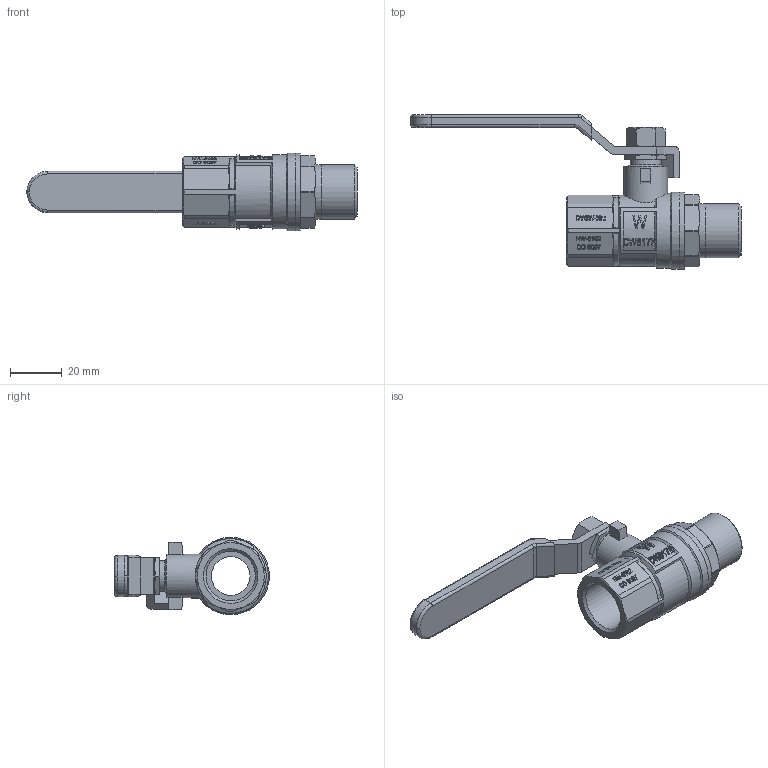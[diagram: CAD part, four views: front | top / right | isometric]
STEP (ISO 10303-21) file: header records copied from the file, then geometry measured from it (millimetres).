
FILE_DESCRIPTION(/* description */ ('Unknown'),/* implementation_level */ '2;1');
FILE_NAME(/* name */ '7501-04',/* time_stamp */ '2023-06-12T13:30:14+02:00',/* author */ ('Unknown'),/* organization */ ('Unknown'),/* preprocessor_version */ 'ST-DEVELOPER v18.102',/* originating_system */ 'Solid Edge',/* authorisation */ 'Unknown');
FILE_SCHEMA (('AUTOMOTIVE_DESIGN {1 0 10303 214 3 1 1}'));
Products named in the file (14): 7501-04-NEU; Stahlgriff; Stahlgriff-n_0; Stahlgriff-u_0; 600-1_2-Mutter.2_0; Kvrper_0; Kugel; Kugeldichtung; 757-1_2-Einschraubteil_0; 600-1_2-Spindel-co; 600-1_2-Spindel; 600-1_2-Stopfbuchse_0; 600-1_2-O-Ring; 600-1_2-Spindeldichtung
Assembly tree (14 placements, depth 3):
  7501-04-NEU
    Stahlgriff
      Stahlgriff-n_0
      Stahlgriff-u_0
    600-1_2-Mutter.2_0
    Kvrper_0
    Kugel
    Kugeldichtung  x2
    757-1_2-Einschraubteil_0
    600-1_2-Spindel-co
      600-1_2-Spindel
      600-1_2-Stopfbuchse_0
      600-1_2-O-Ring
      600-1_2-Spindeldichtung
Bounding box: 128 x 60 x 30 mm (x, y, z)
Volume: 32958.7 mm3; surface area: 29658.8 mm2
Topology: 12 solids, 12 shells, 1712 faces, 4753 edges, 3157 vertices
Faces by surface type: plane 1534, cylinder 108, cone 54, bspline 8, torus 5, sphere 3
Full cylindrical faces by diameter (mm): 6.75 x1, 6.8 x1, 7 x1, 8.9 x1, 9 x2, 9.1 x2, 10 x1, 10.5 x1, 11 x1, 12 x1, 12.3 x1, 12.5 x1, 14 x1, 15 x5, 17 x1, 19.141 x1, 20.955 x1, 20.996 x1, 21 x4, 24.5 x1, 26 x1, 26.5 x1, 29 x1, 30 x2
Entity records: 58636 total; most frequent: CARTESIAN_POINT 13785, ORIENTED_EDGE 9344, DIRECTION 9037, EDGE_CURVE 4672, LINE 3485, VECTOR 3485, VERTEX_POINT 3142, AXIS2_PLACEMENT_3D 2776
